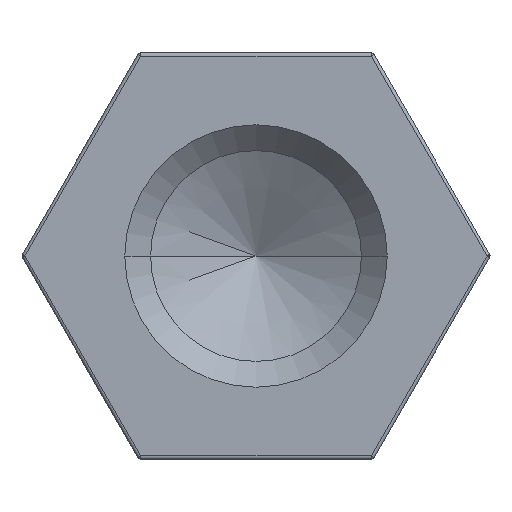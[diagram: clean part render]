
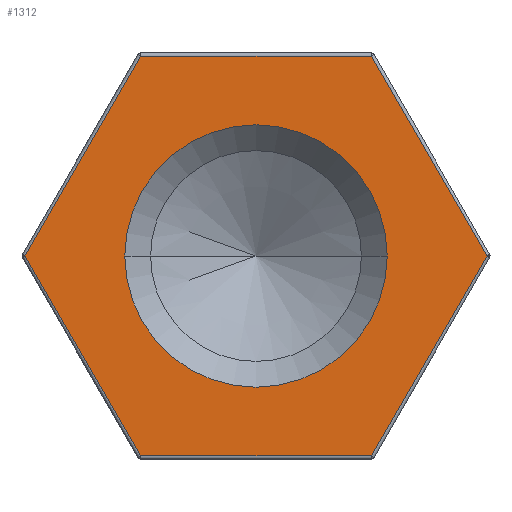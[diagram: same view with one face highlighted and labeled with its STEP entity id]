
A CAD part, left-side view. The second image highlights one B-rep face of the part: STEP entity #1312.
In plain terms, the highlighted planar face has unit normal (-1, 0, 0).
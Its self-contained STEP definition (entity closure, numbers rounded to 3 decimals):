
#2 = LINE ( 'NONE', #1193, #3 ) ;
#3 = VECTOR ( 'NONE', #1195, 1000. ) ;
#72 = CARTESIAN_POINT ( 'NONE',  ( 0., 0., 0. ) ) ;
#95 = CARTESIAN_POINT ( 'NONE',  ( 0., 0., 0. ) ) ;
#97 = LINE ( 'NONE', #1102, #531 ) ;
#112 = AXIS2_PLACEMENT_3D ( 'NONE', #314, #313, #307 ) ;
#155 = CIRCLE ( 'NONE', #112, 4.2 ) ;
#164 = CIRCLE ( 'NONE', #1001, 4.2 ) ;
#195 = CARTESIAN_POINT ( 'NONE',  ( 0., -3.695, -6.4 ) ) ;
#276 = DIRECTION ( 'NONE',  ( 0., 1., 0. ) ) ;
#307 = DIRECTION ( 'NONE',  ( 0., 1., 0. ) ) ;
#313 = DIRECTION ( 'NONE',  ( 1., 0., 0. ) ) ;
#314 = CARTESIAN_POINT ( 'NONE',  ( 0., 0., 0. ) ) ;
#364 = ORIENTED_EDGE ( 'NONE', *, *, #656, .T. ) ;
#395 = VERTEX_POINT ( 'NONE', #1136 ) ;
#401 = PLANE ( 'NONE',  #481 ) ;
#436 = CARTESIAN_POINT ( 'NONE',  ( 0., 7.39, 0. ) ) ;
#454 = EDGE_LOOP ( 'NONE', ( #1080, #740, #1047, #563, #742, #364 ) ) ;
#481 = AXIS2_PLACEMENT_3D ( 'NONE', #72, #1300, #1118 ) ;
#502 = VERTEX_POINT ( 'NONE', #1176 ) ;
#531 = VECTOR ( 'NONE', #1107, 1000. ) ;
#533 = EDGE_CURVE ( 'NONE', #395, #652, #155, .T. ) ;
#563 = ORIENTED_EDGE ( 'NONE', *, *, #693, .T. ) ;
#565 = ORIENTED_EDGE ( 'NONE', *, *, #533, .T. ) ;
#581 = VECTOR ( 'NONE', #1109, 1000. ) ;
#589 = VERTEX_POINT ( 'NONE', #195 ) ;
#652 = VERTEX_POINT ( 'NONE', #1350 ) ;
#656 = EDGE_CURVE ( 'NONE', #589, #726, #2, .T. ) ;
#674 = EDGE_CURVE ( 'NONE', #744, #589, #1425, .T. ) ;
#693 = EDGE_CURVE ( 'NONE', #989, #744, #1294, .T. ) ;
#695 = EDGE_CURVE ( 'NONE', #502, #989, #1078, .T. ) ;
#705 = EDGE_CURVE ( 'NONE', #810, #502, #1369, .T. ) ;
#709 = EDGE_CURVE ( 'NONE', #726, #810, #97, .T. ) ;
#726 = VERTEX_POINT ( 'NONE', #1071 ) ;
#740 = ORIENTED_EDGE ( 'NONE', *, *, #705, .T. ) ;
#742 = ORIENTED_EDGE ( 'NONE', *, *, #674, .T. ) ;
#744 = VERTEX_POINT ( 'NONE', #1045 ) ;
#774 = ORIENTED_EDGE ( 'NONE', *, *, #1204, .T. ) ;
#810 = VERTEX_POINT ( 'NONE', #960 ) ;
#944 = VECTOR ( 'NONE', #1137, 1000. ) ;
#960 = CARTESIAN_POINT ( 'NONE',  ( 0., -3.695, 6.4 ) ) ;
#989 = VERTEX_POINT ( 'NONE', #436 ) ;
#990 = EDGE_LOOP ( 'NONE', ( #565, #774 ) ) ;
#1001 = AXIS2_PLACEMENT_3D ( 'NONE', #95, #1217, #276 ) ;
#1045 = CARTESIAN_POINT ( 'NONE',  ( 0., 3.695, -6.4 ) ) ;
#1047 = ORIENTED_EDGE ( 'NONE', *, *, #695, .T. ) ;
#1071 = CARTESIAN_POINT ( 'NONE',  ( 0., -7.39, 0. ) ) ;
#1078 = LINE ( 'NONE', #1099, #581 ) ;
#1080 = ORIENTED_EDGE ( 'NONE', *, *, #709, .T. ) ;
#1095 = DIRECTION ( 'NONE',  ( 0., 1., 0. ) ) ;
#1096 = CARTESIAN_POINT ( 'NONE',  ( 0., 0., 6.4 ) ) ;
#1099 = CARTESIAN_POINT ( 'NONE',  ( 0., 5.543, 3.2 ) ) ;
#1101 = DIRECTION ( 'NONE',  ( 0., -0.5, -0.866 ) ) ;
#1102 = CARTESIAN_POINT ( 'NONE',  ( 0., -5.543, 3.2 ) ) ;
#1107 = DIRECTION ( 'NONE',  ( 0., 0.5, 0.866 ) ) ;
#1109 = DIRECTION ( 'NONE',  ( 0., 0.5, -0.866 ) ) ;
#1118 = DIRECTION ( 'NONE',  ( 0., 1., 0. ) ) ;
#1119 = CARTESIAN_POINT ( 'NONE',  ( 0., 5.543, -3.2 ) ) ;
#1132 = CARTESIAN_POINT ( 'NONE',  ( 0., 0., -6.4 ) ) ;
#1136 = CARTESIAN_POINT ( 'NONE',  ( 0., 4.2, 0. ) ) ;
#1137 = DIRECTION ( 'NONE',  ( 0., -1., 0. ) ) ;
#1176 = CARTESIAN_POINT ( 'NONE',  ( 0., 3.695, 6.4 ) ) ;
#1180 = FACE_OUTER_BOUND ( 'NONE', #454, .T. ) ;
#1193 = CARTESIAN_POINT ( 'NONE',  ( 0., -5.543, -3.2 ) ) ;
#1195 = DIRECTION ( 'NONE',  ( 0., -0.5, 0.866 ) ) ;
#1204 = EDGE_CURVE ( 'NONE', #652, #395, #164, .T. ) ;
#1217 = DIRECTION ( 'NONE',  ( 1., 0., 0. ) ) ;
#1251 = VECTOR ( 'NONE', #1095, 1000. ) ;
#1294 = LINE ( 'NONE', #1119, #1375 ) ;
#1298 = FACE_BOUND ( 'NONE', #990, .T. ) ;
#1300 = DIRECTION ( 'NONE',  ( 1., 0., 0. ) ) ;
#1312 = ADVANCED_FACE ( 'NONE', ( #1180, #1298 ), #401, .F. ) ;
#1350 = CARTESIAN_POINT ( 'NONE',  ( 0., -4.2, 0. ) ) ;
#1369 = LINE ( 'NONE', #1096, #1251 ) ;
#1375 = VECTOR ( 'NONE', #1101, 1000. ) ;
#1425 = LINE ( 'NONE', #1132, #944 ) ;
